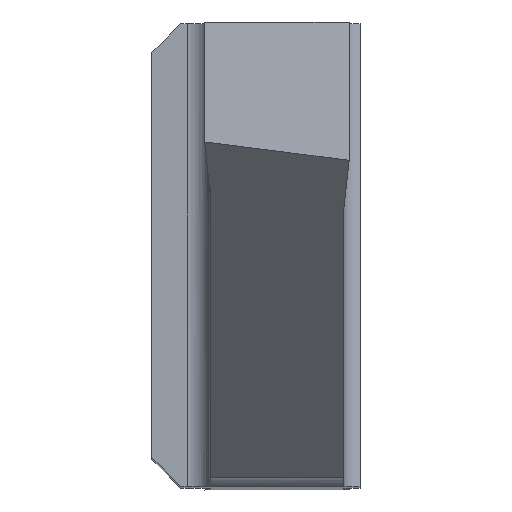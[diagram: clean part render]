
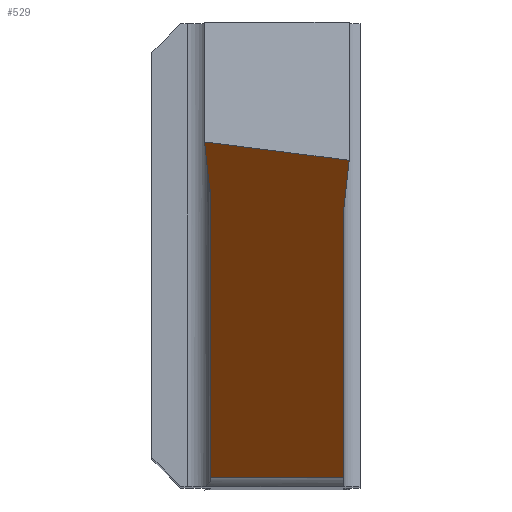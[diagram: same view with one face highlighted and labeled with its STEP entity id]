
A CAD part, top view. The second image highlights one B-rep face of the part: STEP entity #529.
In plain terms, the highlighted planar face has unit normal (0, -0.904, 0.427).
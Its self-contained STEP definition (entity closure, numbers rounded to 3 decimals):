
#33 = EDGE_LOOP ( 'NONE', ( #104, #731, #724, #870, #340, #912 ) ) ;
#45 = VERTEX_POINT ( 'NONE', #439 ) ;
#91 = LINE ( 'NONE', #479, #199 ) ;
#104 = ORIENTED_EDGE ( 'NONE', *, *, #899, .F. ) ;
#126 = CARTESIAN_POINT ( 'NONE',  ( 3.6, 2.034, 25.474 ) ) ;
#151 = CARTESIAN_POINT ( 'NONE',  ( 3.31, 2.034, 25.474 ) ) ;
#165 = DIRECTION ( 'NONE',  ( 0.047, -0.427, -0.903 ) ) ;
#171 = LINE ( 'NONE', #743, #428 ) ;
#196 = LINE ( 'NONE', #971, #738 ) ;
#199 = VECTOR ( 'NONE', #165, 1000. ) ;
#229 = EDGE_CURVE ( 'NONE', #293, #267, #629, .T. ) ;
#240 = CARTESIAN_POINT ( 'NONE',  ( 3.457, 2.036, 25.48 ) ) ;
#267 = VERTEX_POINT ( 'NONE', #953 ) ;
#293 = VERTEX_POINT ( 'NONE', #623 ) ;
#317 = EDGE_CURVE ( 'NONE', #396, #952, #556, .T. ) ;
#323 = VECTOR ( 'NONE', #554, 1000. ) ;
#340 = ORIENTED_EDGE ( 'NONE', *, *, #762, .T. ) ;
#374 = EDGE_CURVE ( 'NONE', #887, #293, #381, .T. ) ;
#381 = LINE ( 'NONE', #151, #802 ) ;
#396 = VERTEX_POINT ( 'NONE', #774 ) ;
#408 = VECTOR ( 'NONE', #480, 1000. ) ;
#428 = VECTOR ( 'NONE', #801, 1000. ) ;
#439 = CARTESIAN_POINT ( 'NONE',  ( 0.91, 1.928, 25.25 ) ) ;
#464 = DIRECTION ( 'NONE',  ( 0., 0.427, 0.904 ) ) ;
#479 = CARTESIAN_POINT ( 'NONE',  ( 0.904, 1.979, 25.358 ) ) ;
#480 = DIRECTION ( 'NONE',  ( 0., -0.427, -0.904 ) ) ;
#509 = PLANE ( 'NONE',  #552 ) ;
#529 = ADVANCED_FACE ( 'NONE', ( #594 ), #509, .F. ) ;
#552 = AXIS2_PLACEMENT_3D ( 'NONE', #126, #981, #671 ) ;
#554 = DIRECTION ( 'NONE',  ( 0.047, 0.427, 0.903 ) ) ;
#556 = LINE ( 'NONE', #717, #408 ) ;
#574 = CARTESIAN_POINT ( 'NONE',  ( 3.31, -3.85, 13.027 ) ) ;
#594 = FACE_OUTER_BOUND ( 'NONE', #33, .T. ) ;
#623 = CARTESIAN_POINT ( 'NONE',  ( 3.31, 0.709, 22.672 ) ) ;
#629 = LINE ( 'NONE', #240, #323 ) ;
#671 = DIRECTION ( 'NONE',  ( 0., 0.427, 0.904 ) ) ;
#717 = CARTESIAN_POINT ( 'NONE',  ( 1.01, 2.034, 25.474 ) ) ;
#724 = ORIENTED_EDGE ( 'NONE', *, *, #229, .T. ) ;
#731 = ORIENTED_EDGE ( 'NONE', *, *, #374, .T. ) ;
#738 = VECTOR ( 'NONE', #878, 1000. ) ;
#743 = CARTESIAN_POINT ( 'NONE',  ( 3.6, -3.85, 13.027 ) ) ;
#762 = EDGE_CURVE ( 'NONE', #45, #396, #91, .T. ) ;
#774 = CARTESIAN_POINT ( 'NONE',  ( 1.01, 1.026, 23.342 ) ) ;
#801 = DIRECTION ( 'NONE',  ( -1., 0., 0. ) ) ;
#802 = VECTOR ( 'NONE', #464, 1000. ) ;
#849 = EDGE_CURVE ( 'NONE', #267, #45, #196, .T. ) ;
#870 = ORIENTED_EDGE ( 'NONE', *, *, #849, .T. ) ;
#878 = DIRECTION ( 'NONE',  ( -0.959, 0.121, 0.257 ) ) ;
#887 = VERTEX_POINT ( 'NONE', #574 ) ;
#899 = EDGE_CURVE ( 'NONE', #887, #952, #171, .T. ) ;
#912 = ORIENTED_EDGE ( 'NONE', *, *, #317, .T. ) ;
#952 = VERTEX_POINT ( 'NONE', #965 ) ;
#953 = CARTESIAN_POINT ( 'NONE',  ( 3.41, 1.611, 24.58 ) ) ;
#965 = CARTESIAN_POINT ( 'NONE',  ( 1.01, -3.85, 13.027 ) ) ;
#971 = CARTESIAN_POINT ( 'NONE',  ( 3.315, 1.623, 24.605 ) ) ;
#981 = DIRECTION ( 'NONE',  ( 0., 0.904, -0.427 ) ) ;
